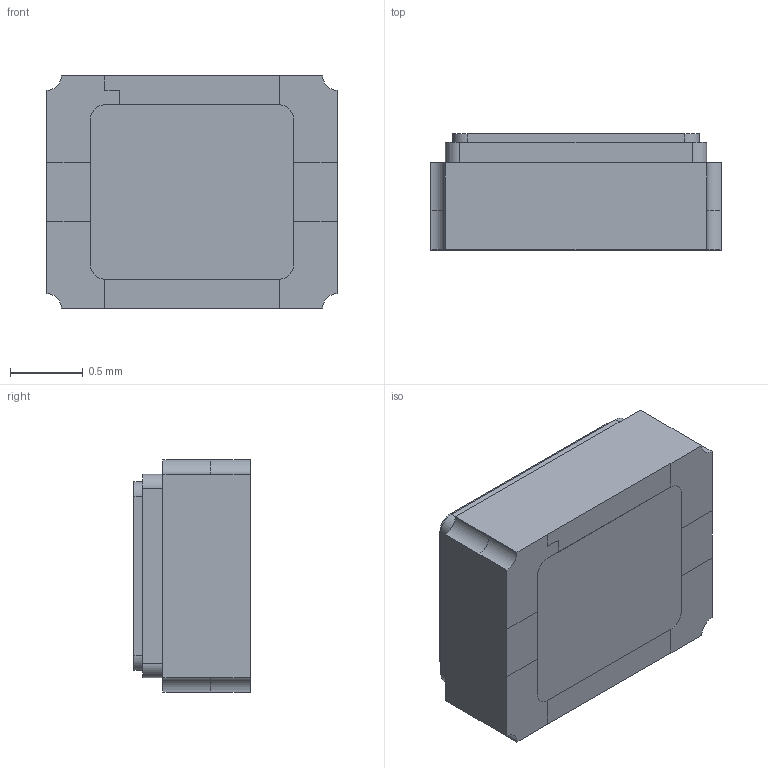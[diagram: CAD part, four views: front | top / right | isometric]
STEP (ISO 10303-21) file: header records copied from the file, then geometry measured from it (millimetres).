
FILE_DESCRIPTION (( 'STEP AP214' ), '1' );
FILE_NAME ('ASVTX-13.STEP', '2012-09-18T13:58:27', ( '' ), ( '' ), 'SwSTEP 2.0', 'SolidWorks 2012', '' );
FILE_SCHEMA (( 'AUTOMOTIVE_DESIGN' ));
Length unit declared in the file: millimetre
Products named in the file (1): ASVTX-13
Bounding box: 2 x 0.8 x 1.6 mm (x, y, z)
Volume: 2.4 mm3; surface area: 11.8 mm2
Topology: 1 solids, 1 shells, 161 faces, 441 edges, 293 vertices
Faces by surface type: plane 104, bspline 37, cylinder 20
Entity records: 8035 total; most frequent: CARTESIAN_POINT 2805, ORIENTED_EDGE 882, DIRECTION 657, EDGE_CURVE 441, VECTOR 327, LINE 327, VERTEX_POINT 293, EDGE_LOOP 172
